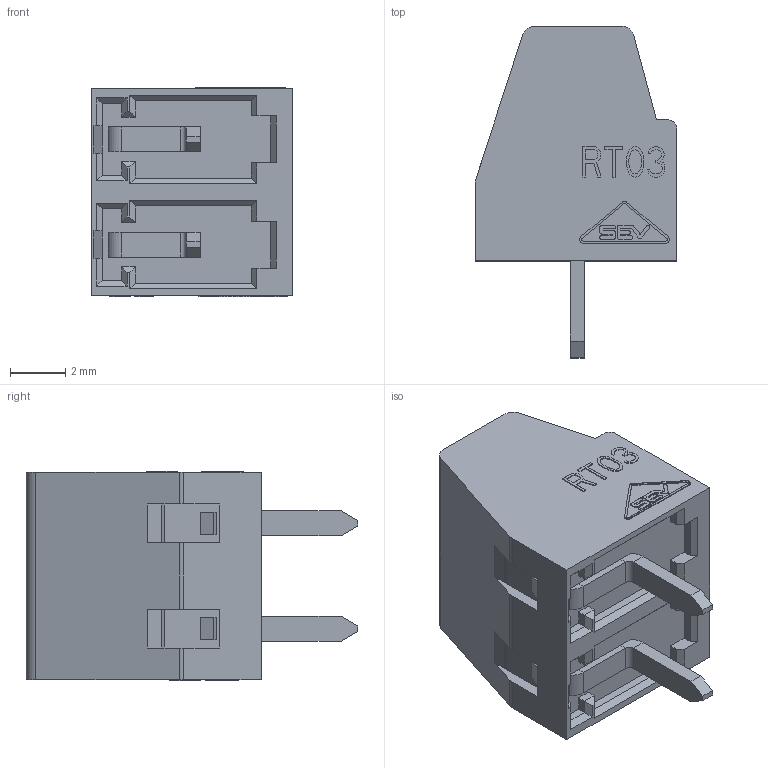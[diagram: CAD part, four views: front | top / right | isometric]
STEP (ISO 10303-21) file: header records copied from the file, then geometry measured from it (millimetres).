
FILE_DESCRIPTION((''),'2;1');
FILE_NAME('31086102_SW0001','2023-10-26T07:08:45',('antonh'),(''),'CREO PARAMETRIC BY PTC INC, 2022014','CREO PARAMETRIC BY PTC INC, 2022014','');
FILE_SCHEMA(('CONFIG_CONTROL_DESIGN'));
Length unit declared in the file: millimetre
Products named in the file (1): 31086102_SW0001
Bounding box: 7.3 x 12 x 7.57 mm (x, y, z)
Volume: 365.1 mm3; surface area: 423.1 mm2
Topology: 1 solids, 1 shells, 698 faces, 1902 edges, 1243 vertices
Faces by surface type: plane 618, cylinder 62, cone 12, torus 4, sphere 2
Entity records: 22086 total; most frequent: CARTESIAN_POINT 4517, ORIENTED_EDGE 3800, DIRECTION 3324, EDGE_CURVE 1900, VECTOR 1648, LINE 1648, VERTEX_POINT 1243, AXIS2_PLACEMENT_3D 838
